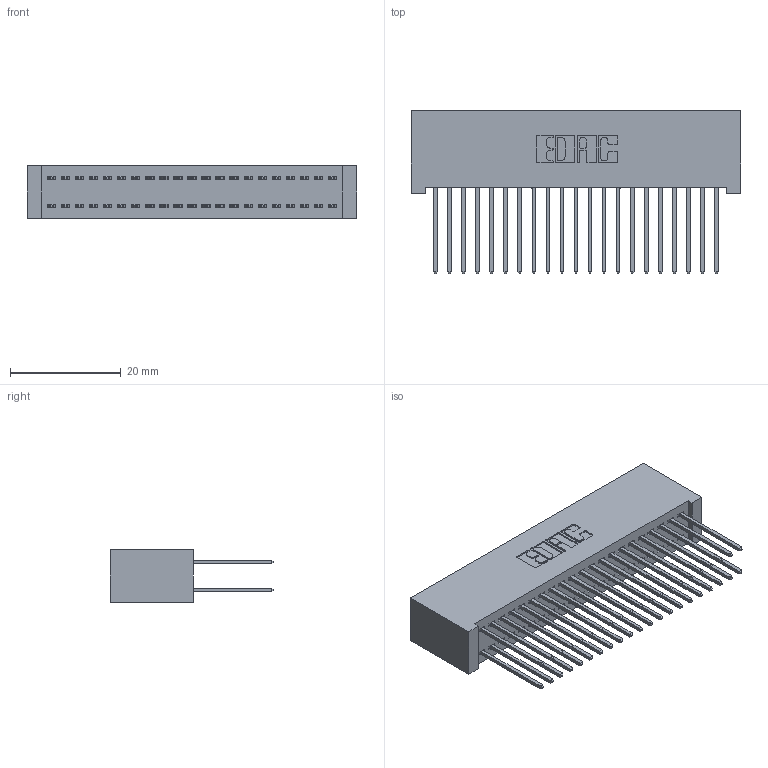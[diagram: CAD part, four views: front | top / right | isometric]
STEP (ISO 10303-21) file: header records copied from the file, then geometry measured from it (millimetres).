
FILE_DESCRIPTION (( 'STEP AP203' ), '1' );
FILE_NAME ('392-042-540-201.STEP', '2019-10-07T21:04:35', ( '' ), ( '' ), 'SwSTEP 2.0', 'SolidWorks 2016', '' );
FILE_SCHEMA (( 'CONFIG_CONTROL_DESIGN' ));
Length unit declared in the file: inch
Products named in the file (3): 345-292-001_345-293-140; 392-042-540-201; 342 Part_Lugless
Assembly tree (43 placements, depth 2):
  392-042-540-201
    342 Part_Lugless
    345-292-001_345-293-140  x42
Bounding box: 59.59 x 29.47 x 9.4 mm (x, y, z)
Volume: 5853.3 mm3; surface area: 10164.4 mm2
Topology: 43 solids, 43 shells, 2286 faces, 6785 edges, 4466 vertices
Faces by surface type: plane 1574, cylinder 712
Entity records: 15835 total; most frequent: CARTESIAN_POINT 2646, ORIENTED_EDGE 2582, DIRECTION 2291, EDGE_CURVE 1291, VECTOR 1171, LINE 1171, VERTEX_POINT 858, AXIS2_PLACEMENT_3D 560
